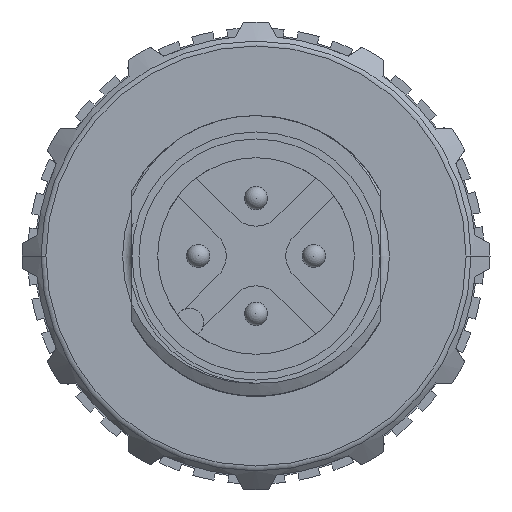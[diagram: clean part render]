
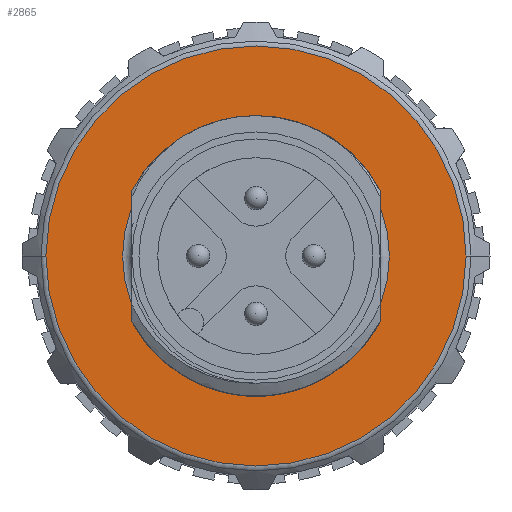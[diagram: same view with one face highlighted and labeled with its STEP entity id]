
A CAD part, left-side view. The second image highlights one B-rep face of the part: STEP entity #2865.
In plain terms, the highlighted planar face has unit normal (-1, 0, 0).
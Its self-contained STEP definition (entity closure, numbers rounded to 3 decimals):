
#304=PLANE('',#10361);
#2865=ADVANCED_FACE('',(#3285,#3286),#304,.F.);
#3285=FACE_BOUND('',#3657,.T.);
#3286=FACE_BOUND('',#3658,.T.);
#3657=EDGE_LOOP('',(#5775,#5776,#5777,#5778));
#3658=EDGE_LOOP('',(#5779,#5780));
#5775=ORIENTED_EDGE('',*,*,#8779,.T.);
#5776=ORIENTED_EDGE('',*,*,#8778,.F.);
#5777=ORIENTED_EDGE('',*,*,#8781,.T.);
#5778=ORIENTED_EDGE('',*,*,#8780,.F.);
#5779=ORIENTED_EDGE('',*,*,#8782,.F.);
#5780=ORIENTED_EDGE('',*,*,#8474,.T.);
#7254=VERTEX_POINT('',#17660);
#7255=VERTEX_POINT('',#17662);
#7459=VERTEX_POINT('',#19097);
#7460=VERTEX_POINT('',#19099);
#7461=VERTEX_POINT('',#19101);
#7462=VERTEX_POINT('',#19105);
#8474=EDGE_CURVE('',#7254,#7255,#9484,.T.);
#8778=EDGE_CURVE('',#7460,#7461,#9570,.T.);
#8779=EDGE_CURVE('',#7459,#7461,#9571,.T.);
#8780=EDGE_CURVE('',#7459,#7462,#9572,.T.);
#8781=EDGE_CURVE('',#7460,#7462,#9573,.T.);
#8782=EDGE_CURVE('',#7254,#7255,#9574,.T.);
#9484=CIRCLE('',#10168,5.7);
#9570=CIRCLE('',#10354,8.976);
#9571=CIRCLE('',#10355,8.976);
#9572=CIRCLE('',#10357,8.976);
#9573=CIRCLE('',#10358,8.976);
#9574=CIRCLE('',#10360,5.7);
#10168=AXIS2_PLACEMENT_3D('',#17663,#11936,#11937);
#10354=AXIS2_PLACEMENT_3D('',#19100,#12406,#12407);
#10355=AXIS2_PLACEMENT_3D('',#19102,#12408,#12409);
#10357=AXIS2_PLACEMENT_3D('',#19104,#12412,#12413);
#10358=AXIS2_PLACEMENT_3D('',#19106,#12414,#12415);
#10360=AXIS2_PLACEMENT_3D('',#19108,#12418,#12419);
#10361=AXIS2_PLACEMENT_3D('',#19109,#12420,#12421);
#11936=DIRECTION('',(1.,0.,0.));
#11937=DIRECTION('',(0.,0.,-1.));
#12406=DIRECTION('',(1.,0.,0.));
#12407=DIRECTION('',(0.,1.,0.005));
#12408=DIRECTION('',(-1.,0.,0.));
#12409=DIRECTION('',(0.,1.,0.005));
#12412=DIRECTION('',(1.,0.,0.));
#12413=DIRECTION('',(0.,-1.,-0.005));
#12414=DIRECTION('',(-1.,0.,0.));
#12415=DIRECTION('',(0.,-1.,-0.005));
#12418=DIRECTION('',(-1.,0.,0.));
#12419=DIRECTION('',(0.,0.,-1.));
#12420=DIRECTION('',(1.,0.,0.));
#12421=DIRECTION('',(0.,0.,-1.));
#17660=CARTESIAN_POINT('',(10.,0.,5.7));
#17662=CARTESIAN_POINT('',(10.,0.,-5.7));
#17663=CARTESIAN_POINT('',(10.,0.,0.));
#19097=CARTESIAN_POINT('',(10.,-8.976,0.));
#19099=CARTESIAN_POINT('',(10.,8.976,0.));
#19100=CARTESIAN_POINT('',(10.,0.,0.));
#19101=CARTESIAN_POINT('',(10.,8.976,0.049));
#19102=CARTESIAN_POINT('',(10.,0.,0.));
#19104=CARTESIAN_POINT('',(10.,0.,0.));
#19105=CARTESIAN_POINT('',(10.,-8.976,-0.049));
#19106=CARTESIAN_POINT('',(10.,0.,0.));
#19108=CARTESIAN_POINT('',(10.,0.,0.));
#19109=CARTESIAN_POINT('',(10.,-10.,0.));
